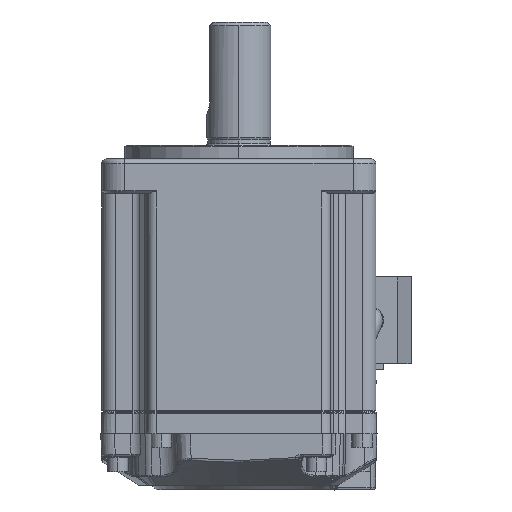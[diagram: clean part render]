
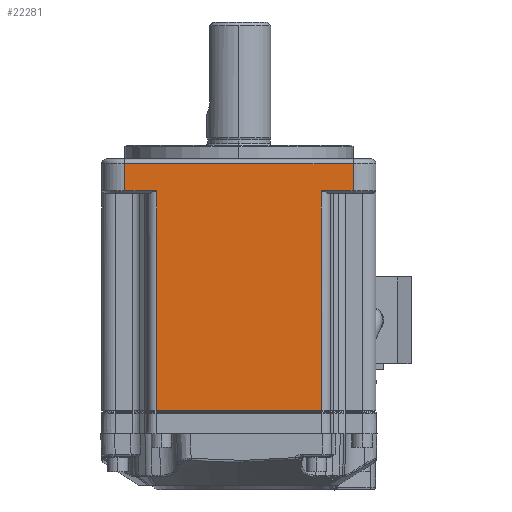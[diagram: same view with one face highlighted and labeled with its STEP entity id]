
A CAD part, front view. The second image highlights one B-rep face of the part: STEP entity #22281.
In plain terms, the highlighted planar face has unit normal (0, -1, 0).
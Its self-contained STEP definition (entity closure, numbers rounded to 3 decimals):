
#1378=PLANE('',#23837);
#3333=VERTEX_POINT('',#26055);
#3334=VERTEX_POINT('',#26059);
#3390=VERTEX_POINT('',#26214);
#3391=VERTEX_POINT('',#26216);
#3448=VERTEX_POINT('',#26355);
#3461=VERTEX_POINT('',#26405);
#3462=VERTEX_POINT('',#26415);
#3463=VERTEX_POINT('',#26417);
#5457=VECTOR('',#44500,1.);
#5502=VECTOR('',#44624,1.);
#5533=VECTOR('',#44733,1.);
#5547=VECTOR('',#44778,1.);
#5548=VECTOR('',#44780,1.);
#5549=VECTOR('',#44782,1.);
#5550=VECTOR('',#44783,1.);
#5551=VECTOR('',#44784,1.);
#7040=LINE('',#26058,#5457);
#7085=LINE('',#26215,#5502);
#7116=LINE('',#26354,#5533);
#7130=LINE('',#26404,#5547);
#7131=LINE('',#26412,#5548);
#7132=LINE('',#26414,#5549);
#7133=LINE('',#26416,#5550);
#7134=LINE('',#26418,#5551);
#8671=EDGE_CURVE('',#3333,#3334,#7040,.T.);
#8746=EDGE_CURVE('',#3391,#3390,#7085,.T.);
#8812=EDGE_CURVE('',#3333,#3448,#7116,.T.);
#8835=EDGE_CURVE('',#3461,#3391,#7130,.T.);
#8837=EDGE_CURVE('',#3461,#3448,#7131,.T.);
#8838=EDGE_CURVE('',#3334,#3462,#7132,.T.);
#8839=EDGE_CURVE('',#3390,#3463,#7133,.T.);
#8840=EDGE_CURVE('',#3462,#3463,#7134,.T.);
#12504=ORIENTED_EDGE('',*,*,#8838,.F.);
#12505=ORIENTED_EDGE('',*,*,#8671,.F.);
#12506=ORIENTED_EDGE('',*,*,#8812,.T.);
#12507=ORIENTED_EDGE('',*,*,#8837,.F.);
#12508=ORIENTED_EDGE('',*,*,#8835,.T.);
#12509=ORIENTED_EDGE('',*,*,#8746,.T.);
#12510=ORIENTED_EDGE('',*,*,#8839,.T.);
#12511=ORIENTED_EDGE('',*,*,#8840,.F.);
#19263=EDGE_LOOP('',(#12504,#12505,#12506,#12507,#12508,#12509,#12510,#12511));
#20779=FACE_BOUND('',#19263,.T.);
#22281=ADVANCED_FACE('',(#20779),#1378,.T.);
#23837=AXIS2_PLACEMENT_3D('',#26413,#44781,$);
#26055=CARTESIAN_POINT('',(-25.,-30.,54.11));
#26058=CARTESIAN_POINT('',(-25.,-30.,54.11));
#26059=CARTESIAN_POINT('',(25.,-30.,54.11));
#26214=CARTESIAN_POINT('',(18.035,-30.,-0.04));
#26215=CARTESIAN_POINT('',(-18.035,-30.,-0.04));
#26216=CARTESIAN_POINT('',(-18.035,-30.,-0.04));
#26354=CARTESIAN_POINT('',(-25.,-30.,54.11));
#26355=CARTESIAN_POINT('',(-25.,-30.,48.11));
#26404=CARTESIAN_POINT('',(-18.035,-30.,48.11));
#26405=CARTESIAN_POINT('',(-18.035,-30.,48.11));
#26412=CARTESIAN_POINT('',(-18.035,-30.,48.11));
#26413=CARTESIAN_POINT('',(-30.,-30.,55.11));
#26414=CARTESIAN_POINT('',(25.,-30.,54.11));
#26415=CARTESIAN_POINT('',(25.,-30.,48.11));
#26416=CARTESIAN_POINT('',(18.035,-30.,-0.04));
#26417=CARTESIAN_POINT('',(18.035,-30.,48.11));
#26418=CARTESIAN_POINT('',(25.,-30.,48.11));
#44500=DIRECTION('',(1.,0.,0.));
#44624=DIRECTION('',(1.,0.,0.));
#44733=DIRECTION('',(0.,0.,-1.));
#44778=DIRECTION('',(0.,0.,-1.));
#44780=DIRECTION('',(-1.,0.,0.));
#44781=DIRECTION('',(0.,-1.,0.));
#44782=DIRECTION('',(0.,0.,-1.));
#44783=DIRECTION('',(0.,0.,1.));
#44784=DIRECTION('',(-1.,0.,0.));
